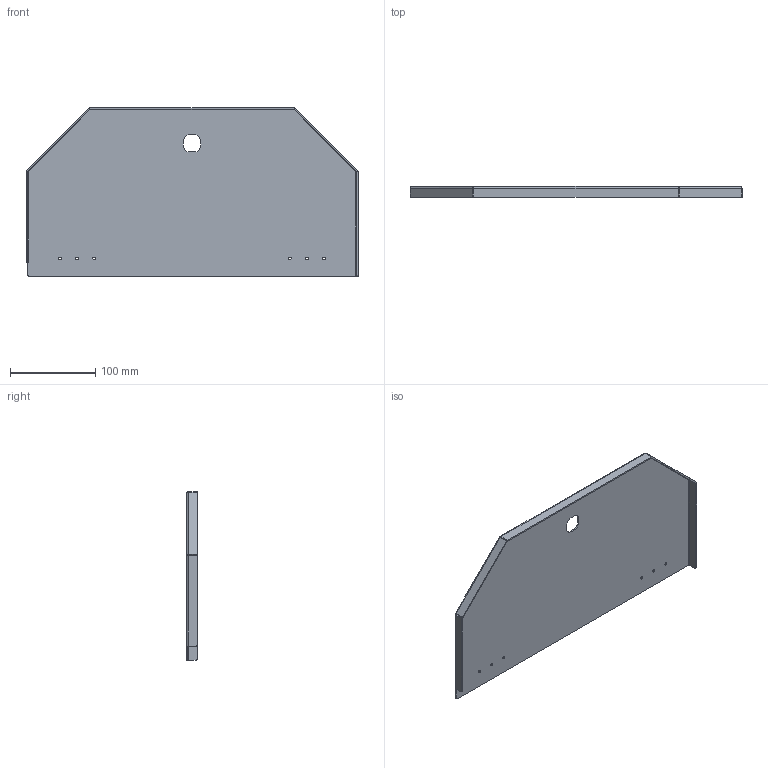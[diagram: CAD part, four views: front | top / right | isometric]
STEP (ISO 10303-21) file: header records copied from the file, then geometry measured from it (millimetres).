
FILE_DESCRIPTION (( 'STEP AP203' ), '1' );
FILE_NAME ('SPORT-LID.STEP', '2023-08-24T23:26:22', ( '' ), ( '' ), 'SwSTEP 2.0', 'SolidWorks 2015', '' );
FILE_SCHEMA (( 'CONFIG_CONTROL_DESIGN' ));
Length unit declared in the file: inch
Products named in the file (1): SPORT-LID
Bounding box: 388.39 x 12.7 x 196.95 mm (x, y, z)
Volume: 126098.1 mm3; surface area: 157306.5 mm2
Topology: 1 solids, 1 shells, 75 faces, 179 edges, 106 vertices
Faces by surface type: plane 38, cylinder 29, bspline 8
Entity records: 2590 total; most frequent: CARTESIAN_POINT 785, ORIENTED_EDGE 358, DIRECTION 341, EDGE_CURVE 179, VECTOR 121, LINE 121, AXIS2_PLACEMENT_3D 110, VERTEX_POINT 106
